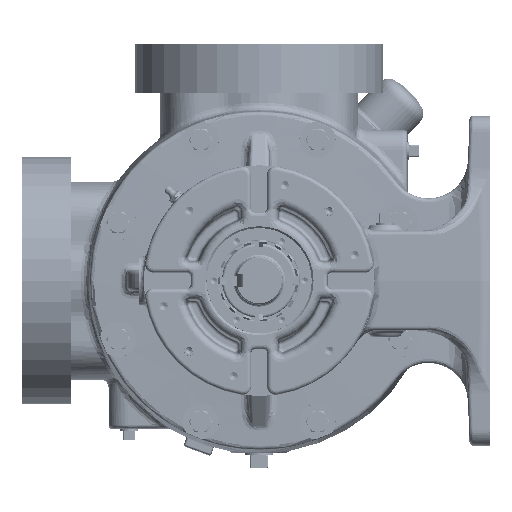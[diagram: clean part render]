
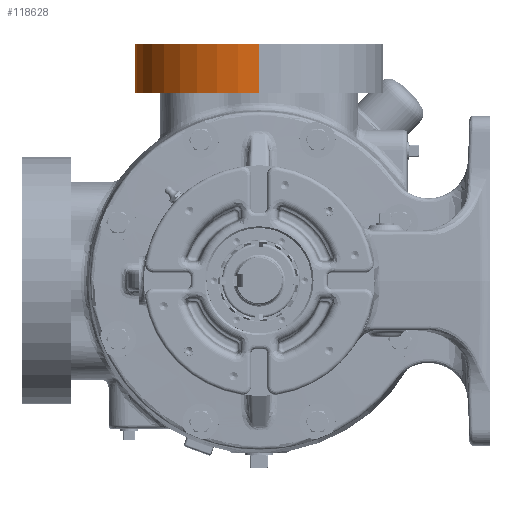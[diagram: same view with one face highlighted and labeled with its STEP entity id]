
A CAD part, left-side view. The second image highlights one B-rep face of the part: STEP entity #118628.
In plain terms, the highlighted cylindrical face has radius 95.25 mm (diameter 190.5 mm), a partial arc.
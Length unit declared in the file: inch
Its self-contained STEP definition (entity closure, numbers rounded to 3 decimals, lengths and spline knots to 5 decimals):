
#755 = EDGE_CURVE ( 'NONE', #184850, #271097, #14097, .T. ) ;
#2489 = FACE_OUTER_BOUND ( 'NONE', #37257, .T. ) ;
#6731 = AXIS2_PLACEMENT_3D ( 'NONE', #172320, #338673, #226701 ) ;
#8851 = CARTESIAN_POINT ( 'NONE',  ( 3.345, 0., 5.6875 ) ) ;
#9342 = CARTESIAN_POINT ( 'NONE',  ( 3.345, 0., 4.98196 ) ) ;
#14097 = LINE ( 'NONE', #280303, #210259 ) ;
#37257 = EDGE_LOOP ( 'NONE', ( #253003, #161558, #257957, #134893 ) ) ;
#58766 = CARTESIAN_POINT ( 'NONE',  ( 7.095, 0., 7.1875 ) ) ;
#72532 = EDGE_CURVE ( 'NONE', #225640, #299773, #138364, .T. ) ;
#93811 = VECTOR ( 'NONE', #322474, 39.37008 ) ;
#101828 = CIRCLE ( 'NONE', #252650, 3.75 ) ;
#110369 = CARTESIAN_POINT ( 'NONE',  ( 7.095, 0., 4.98196 ) ) ;
#118628 = ADVANCED_FACE ( 'NONE', ( #2489 ), #135517, .T. ) ;
#134893 = ORIENTED_EDGE ( 'NONE', *, *, #755, .F. ) ;
#135517 = CYLINDRICAL_SURFACE ( 'NONE', #321085, 3.75 ) ;
#138364 = LINE ( 'NONE', #110369, #93811 ) ;
#140678 = DIRECTION ( 'NONE',  ( 0., 0., -1. ) ) ;
#161558 = ORIENTED_EDGE ( 'NONE', *, *, #72532, .T. ) ;
#168947 = EDGE_CURVE ( 'NONE', #184850, #225640, #292002, .T. ) ;
#169849 = DIRECTION ( 'NONE',  ( 0., 0., -1. ) ) ;
#172320 = CARTESIAN_POINT ( 'NONE',  ( 3.345, 0., 7.1875 ) ) ;
#184850 = VERTEX_POINT ( 'NONE', #333708 ) ;
#191416 = DIRECTION ( 'NONE',  ( -1., 0., 0. ) ) ;
#210259 = VECTOR ( 'NONE', #222575, 39.37008 ) ;
#222575 = DIRECTION ( 'NONE',  ( 0., 0., -1. ) ) ;
#225640 = VERTEX_POINT ( 'NONE', #58766 ) ;
#226701 = DIRECTION ( 'NONE',  ( -1., 0., 0. ) ) ;
#252650 = AXIS2_PLACEMENT_3D ( 'NONE', #8851, #169849, #276764 ) ;
#253003 = ORIENTED_EDGE ( 'NONE', *, *, #168947, .T. ) ;
#257957 = ORIENTED_EDGE ( 'NONE', *, *, #330518, .F. ) ;
#271097 = VERTEX_POINT ( 'NONE', #282172 ) ;
#276764 = DIRECTION ( 'NONE',  ( -1., 0., 0. ) ) ;
#280303 = CARTESIAN_POINT ( 'NONE',  ( -0.405, 0., 4.98196 ) ) ;
#282172 = CARTESIAN_POINT ( 'NONE',  ( -0.405, 0., 5.6875 ) ) ;
#282602 = CARTESIAN_POINT ( 'NONE',  ( 7.095, 0., 5.6875 ) ) ;
#292002 = CIRCLE ( 'NONE', #6731, 3.75 ) ;
#299773 = VERTEX_POINT ( 'NONE', #282602 ) ;
#321085 = AXIS2_PLACEMENT_3D ( 'NONE', #9342, #140678, #191416 ) ;
#322474 = DIRECTION ( 'NONE',  ( 0., 0., -1. ) ) ;
#330518 = EDGE_CURVE ( 'NONE', #271097, #299773, #101828, .T. ) ;
#333708 = CARTESIAN_POINT ( 'NONE',  ( -0.405, 0., 7.1875 ) ) ;
#338673 = DIRECTION ( 'NONE',  ( 0., 0., -1. ) ) ;
